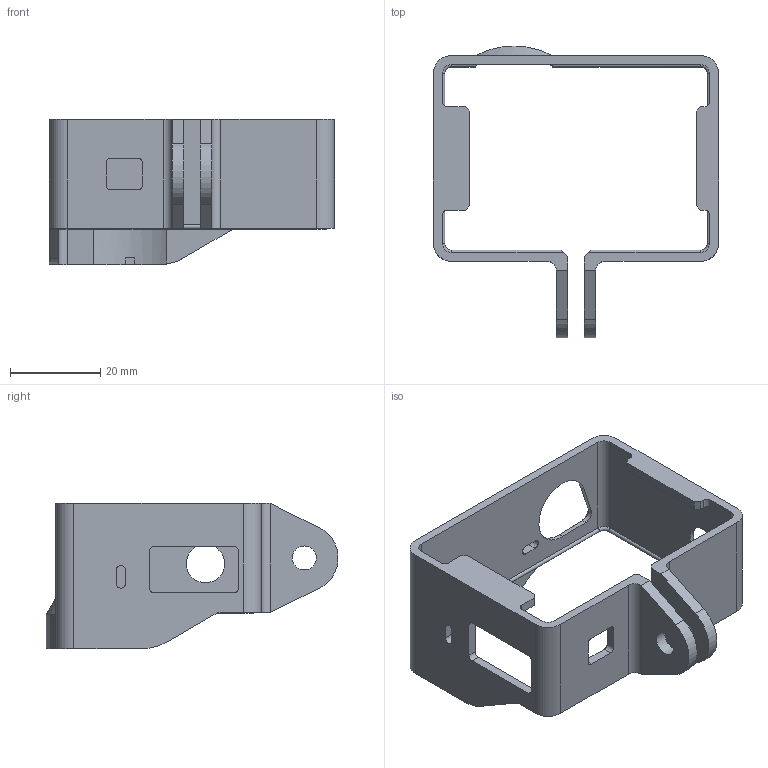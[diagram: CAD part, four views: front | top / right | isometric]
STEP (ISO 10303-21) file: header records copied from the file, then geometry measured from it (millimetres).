
FILE_DESCRIPTION (( 'STEP AP203' ), '1' );
FILE_NAME ('Magneto_Case_01.STEP', '2019-02-26T11:53:50', ( '' ), ( '' ), 'SwSTEP 2.0', 'SolidWorks 2011', '' );
FILE_SCHEMA (( 'CONFIG_CONTROL_DESIGN' ));
Length unit declared in the file: millimetre
Products named in the file (1): Magneto_Case_01
Bounding box: 63.2 x 64.72 x 32.15 mm (x, y, z)
Volume: 11525.1 mm3; surface area: 12676 mm2
Topology: 1 solids, 1 shells, 122 faces, 343 edges, 223 vertices
Faces by surface type: plane 67, cylinder 47, torus 4, cone 4
Full cylindrical faces by diameter (mm): 5.3 x2, 8.5 x1
Entity records: 4047 total; most frequent: CARTESIAN_POINT 755, ORIENTED_EDGE 674, DIRECTION 672, EDGE_CURVE 337, AXIS2_PLACEMENT_3D 226, VERTEX_POINT 221, VECTOR 220, LINE 220
